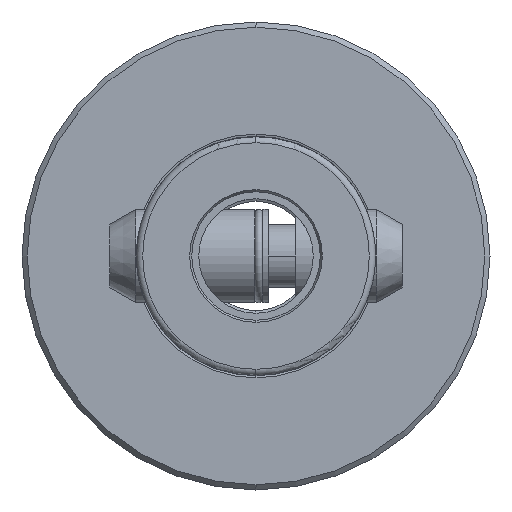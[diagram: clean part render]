
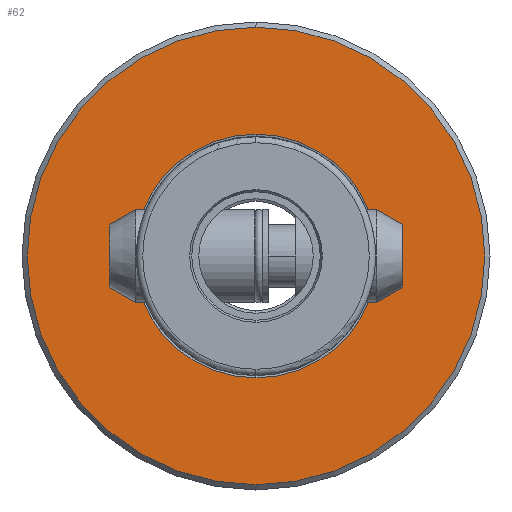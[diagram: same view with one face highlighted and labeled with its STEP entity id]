
A CAD part, left-side view. The second image highlights one B-rep face of the part: STEP entity #62.
In plain terms, the highlighted planar face has unit normal (-1, 0, 0).
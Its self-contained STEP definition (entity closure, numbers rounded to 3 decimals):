
#62 = ADVANCED_FACE ( 'NONE', ( #2341, #3308 ), #3563, .F. ) ;
#71 = CARTESIAN_POINT ( 'NONE',  ( 50., 23.432, 0. ) ) ;
#167 = EDGE_CURVE ( 'NONE', #800, #3583, #5008, .T. ) ;
#210 = DIRECTION ( 'NONE',  ( -1., 0., 0. ) ) ;
#211 = EDGE_LOOP ( 'NONE', ( #5096, #1971 ) ) ;
#561 = EDGE_LOOP ( 'NONE', ( #1965, #5366 ) ) ;
#800 = VERTEX_POINT ( 'NONE', #3140 ) ;
#834 = EDGE_CURVE ( 'NONE', #3454, #2793, #3898, .T. ) ;
#1025 = CIRCLE ( 'NONE', #3954, 23.432 ) ;
#1233 = AXIS2_PLACEMENT_3D ( 'NONE', #1905, #4840, #2334 ) ;
#1476 = DIRECTION ( 'NONE',  ( 0., 0., -1. ) ) ;
#1698 = DIRECTION ( 'NONE',  ( -1., 0., 0. ) ) ;
#1867 = CARTESIAN_POINT ( 'NONE',  ( 50., 0., -44. ) ) ;
#1905 = CARTESIAN_POINT ( 'NONE',  ( 50., 0., 0. ) ) ;
#1965 = ORIENTED_EDGE ( 'NONE', *, *, #167, .F. ) ;
#1971 = ORIENTED_EDGE ( 'NONE', *, *, #3977, .T. ) ;
#2334 = DIRECTION ( 'NONE',  ( 0., 0., 1. ) ) ;
#2341 = FACE_BOUND ( 'NONE', #561, .T. ) ;
#2441 = CARTESIAN_POINT ( 'NONE',  ( 50., 0., 44. ) ) ;
#2753 = CARTESIAN_POINT ( 'NONE',  ( 50., 0., 0. ) ) ;
#2793 = VERTEX_POINT ( 'NONE', #2441 ) ;
#3140 = CARTESIAN_POINT ( 'NONE',  ( 50., 0., 23.432 ) ) ;
#3176 = DIRECTION ( 'NONE',  ( 0., 0., 1. ) ) ;
#3254 = AXIS2_PLACEMENT_3D ( 'NONE', #71, #5261, #1476 ) ;
#3308 = FACE_OUTER_BOUND ( 'NONE', #211, .T. ) ;
#3454 = VERTEX_POINT ( 'NONE', #1867 ) ;
#3563 = PLANE ( 'NONE',  #3254 ) ;
#3583 = VERTEX_POINT ( 'NONE', #4096 ) ;
#3800 = CIRCLE ( 'NONE', #5325, 44. ) ;
#3898 = CIRCLE ( 'NONE', #1233, 44. ) ;
#3954 = AXIS2_PLACEMENT_3D ( 'NONE', #4219, #1698, #4643 ) ;
#3977 = EDGE_CURVE ( 'NONE', #2793, #3454, #3800, .T. ) ;
#4096 = CARTESIAN_POINT ( 'NONE',  ( 50., 0., -23.432 ) ) ;
#4219 = CARTESIAN_POINT ( 'NONE',  ( 50., 0., 0. ) ) ;
#4261 = CARTESIAN_POINT ( 'NONE',  ( 50., 0., 0. ) ) ;
#4395 = DIRECTION ( 'NONE',  ( 0., 0., 1. ) ) ;
#4643 = DIRECTION ( 'NONE',  ( 0., 0., 1. ) ) ;
#4840 = DIRECTION ( 'NONE',  ( -1., 0., 0. ) ) ;
#4938 = AXIS2_PLACEMENT_3D ( 'NONE', #4261, #5349, #4395 ) ;
#5008 = CIRCLE ( 'NONE', #4938, 23.432 ) ;
#5096 = ORIENTED_EDGE ( 'NONE', *, *, #834, .T. ) ;
#5261 = DIRECTION ( 'NONE',  ( 1., 0., 0. ) ) ;
#5321 = EDGE_CURVE ( 'NONE', #3583, #800, #1025, .T. ) ;
#5325 = AXIS2_PLACEMENT_3D ( 'NONE', #2753, #210, #3176 ) ;
#5349 = DIRECTION ( 'NONE',  ( -1., 0., 0. ) ) ;
#5366 = ORIENTED_EDGE ( 'NONE', *, *, #5321, .F. ) ;
